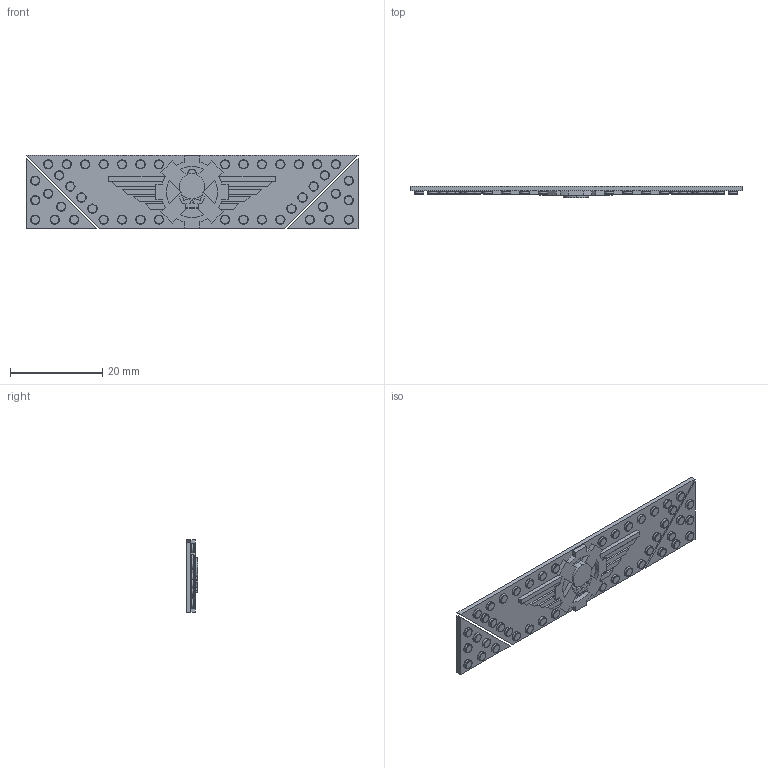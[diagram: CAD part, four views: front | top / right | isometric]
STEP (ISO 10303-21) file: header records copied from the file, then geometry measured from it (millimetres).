
FILE_DESCRIPTION(('TFLEX Exchange Step'),'2;1');
FILE_NAME(' перед.stp', '2022-03-31T12:14:49+03:00',('ilya'),('Unknown organisation'),'TFLEX Exchange 2022.0','T-FLEX CAD','Unknown authorisation');
FILE_SCHEMA( ('AUTOMOTIVE_DESIGN { 1 0 10303 214 1 1 1 1 }') );
Length unit declared in the file: millimetre
Products named in the file (2): норм заклепка; декор перед
Assembly tree (44 placements, depth 2):
  декор перед
    норм заклепка  x44
Bounding box: 72 x 2.5 x 16 mm (x, y, z)
Volume: 1456.3 mm3; surface area: 3196.4 mm2
Topology: 48 solids, 48 shells, 519 faces, 1162 edges, 744 vertices
Faces by surface type: plane 234, torus 180, cylinder 105
Entity records: 5923 total; most frequent: CARTESIAN_POINT 974, DIRECTION 938, ORIENTED_EDGE 916, EDGE_CURVE 458, VECTOR 402, LINE 402, VERTEX_POINT 304, AXIS2_PLACEMENT_3D 268
